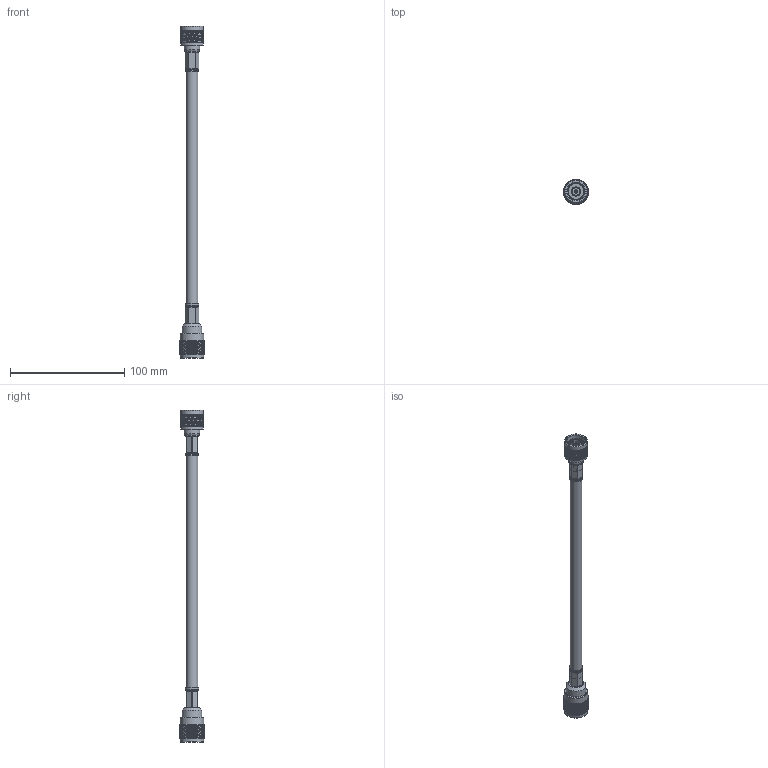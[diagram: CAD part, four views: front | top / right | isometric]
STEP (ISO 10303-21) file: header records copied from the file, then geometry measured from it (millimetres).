
FILE_DESCRIPTION (( 'STEP AP203' ), '1' );
FILE_NAME ('PE3125LF_3D.step', '2022-03-18T15:10:05', ( '' ), ( '' ), 'SwSTEP 2.0', 'SolidWorks 2021', '' );
FILE_SCHEMA (( 'CONFIG_CONTROL_DESIGN' ));
Products named in the file (4): RG213U^PE3125LF_RG213U; PE4473^PE3125LF_Crimped; PE4430^PE3125LF_Crimped; PE3125LF_3D
Assembly tree (3 placements, depth 2):
  PE3125LF_3D
    RG213U^PE3125LF_RG213U
    PE4430^PE3125LF_Crimped
    PE4473^PE3125LF_Crimped
Bounding box: 22 x 22 x 290.75 mm (x, y, z)
Volume: 29203.5 mm3; surface area: 19040 mm2
Topology: 5 solids, 5 shells, 4619 faces, 9921 edges, 5330 vertices
Faces by surface type: bspline 3499, cylinder 972, plane 116, cone 32
Full cylindrical faces by diameter (mm): 1.524 x1, 1.552 x1, 1.708 x1, 2.5 x1, 2.794 x1, 3.164 x1, 3.405 x2, 6.985 x1, 7.5 x2, 8.255 x1, 9.616 x1, 10.287 x1, 11.234 x2, 12.25 x2, 12.758 x1, 12.954 x1, 13.8 x1, 13.97 x1, 15.875 x5, 17.44 x1, 19.715 x2, 20.923 x2
Entity records: 188867 total; most frequent: CARTESIAN_POINT 128140, ORIENTED_EDGE 19666, EDGE_CURVE 9833, VERTEX_POINT 5301, EDGE_LOOP 4690, FACE_OUTER_BOUND 4647, ADVANCED_FACE 4614, B_SPLINE_CURVE_WITH_KNOTS 4323
